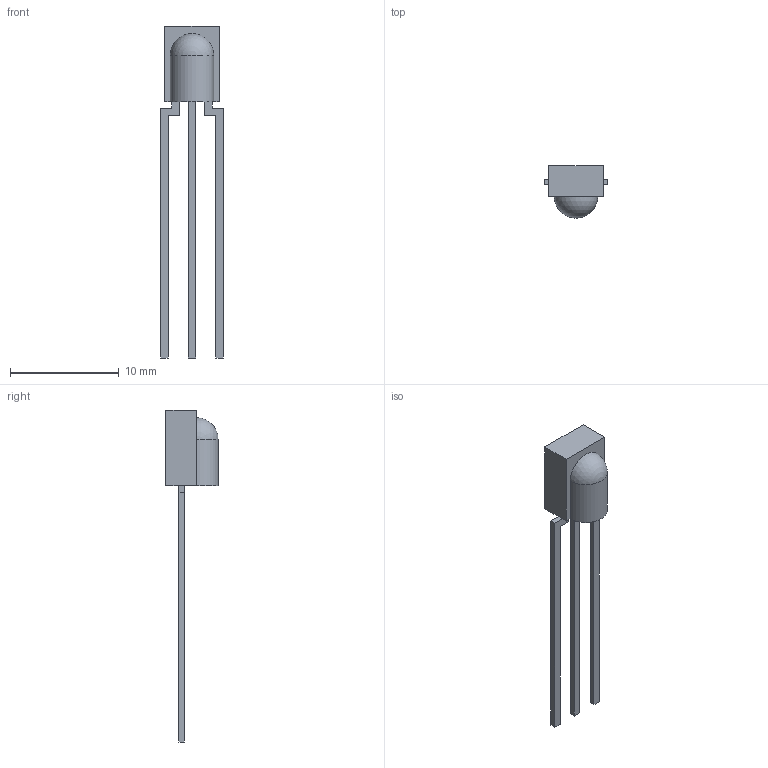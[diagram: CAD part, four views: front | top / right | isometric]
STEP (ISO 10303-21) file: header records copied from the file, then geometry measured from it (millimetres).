
FILE_DESCRIPTION( ( '' ), ' ' );
FILE_NAME( '5a33c320d988410edcf44fa7.step', '2017-12-15T12:42:09', ( '' ), ( '' ), ' ', ' ', ' ' );
FILE_SCHEMA( ( 'AUTOMOTIVE_DESIGN { 1 0 10303 214 1 1 1 1 }' ) );
Length unit declared in the file: metre
Products named in the file (1): Open CASCADE STEP translator 6.8 1
Bounding box: 5.78 x 4.8 x 30.5 mm (x, y, z)
Volume: 157.8 mm3; surface area: 333.2 mm2
Topology: 1 solids, 1 shells, 31 faces, 80 edges, 53 vertices
Faces by surface type: plane 29, cylinder 1, sphere 1
Entity records: 1569 total; most frequent: CARTESIAN_POINT 162, ORIENTED_EDGE 156, DIRECTION 145, STYLED_ITEM 109, PRESENTATION_STYLE_ASSIGNMENT 109, COLOUR_RGB 109, EDGE_CURVE 78, CURVE_STYLE 78
